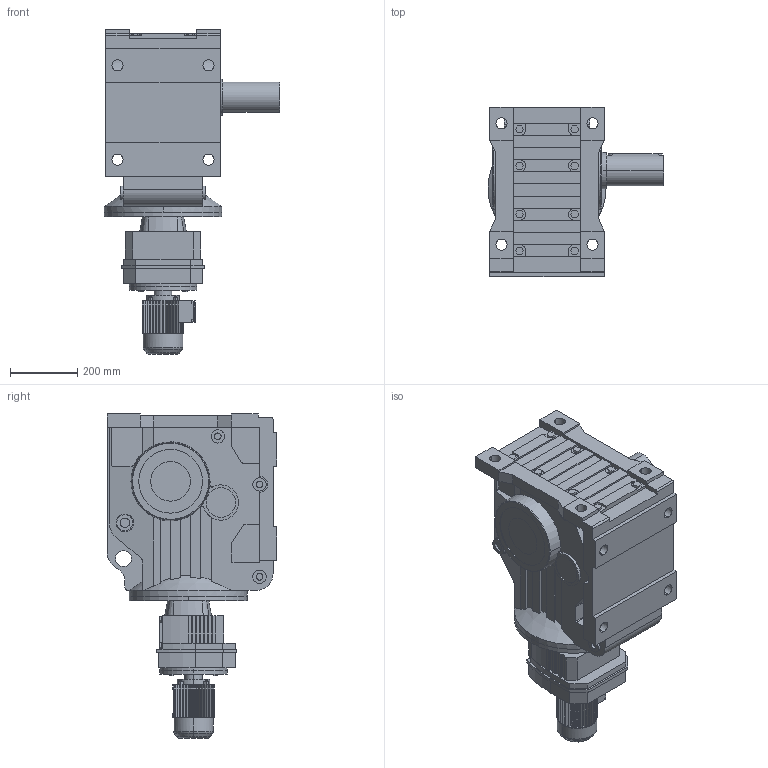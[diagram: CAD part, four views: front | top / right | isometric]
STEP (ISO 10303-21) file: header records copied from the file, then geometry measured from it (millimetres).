
FILE_DESCRIPTION(('Open CASCADE Model'),'2;1');
FILE_NAME('Open CASCADE Shape Model','2019-08-19T15:00:18',('Author'),( 'Open CASCADE'),'Open CASCADE STEP processor 6.3','Open CASCADE 6.3' ,'Unknown');
FILE_SCHEMA(('AUTOMOTIVE_DESIGN_CC2 { 1 2 10303 214 -1 1 5 4 }'));
Length unit declared in the file: millimetre
Products named in the file (5): 1_KC107RC77-YS63-A; K37‵157_107.step; 萇儂_200_YS63.step; R_107_77.step; す瑩妗陑粣K_107_K.step
Assembly tree (4 placements, depth 2):
  1_KC107RC77-YS63-A
    K37‵157_107.step
    萇儂_200_YS63.step
    R_107_77.step
    す瑩妗陑粣K_107_K.step
Bounding box: 522 x 503 x 962 mm (x, y, z)
Volume: 75048579.8 mm3; surface area: 2399564.7 mm2
Topology: 4 solids, 4 shells, 1141 faces, 3065 edges, 1997 vertices
Faces by surface type: plane 777, cylinder 324, cone 32, torus 8
Entity records: 88634 total; most frequent: CARTESIAN_POINT 30877, DIRECTION 9786, ORIENTED_EDGE 6126, PCURVE 6126, DEFINITIONAL_REPRESENTATION 6126, LINE 5499, VECTOR 5499, EDGE_CURVE 3063
